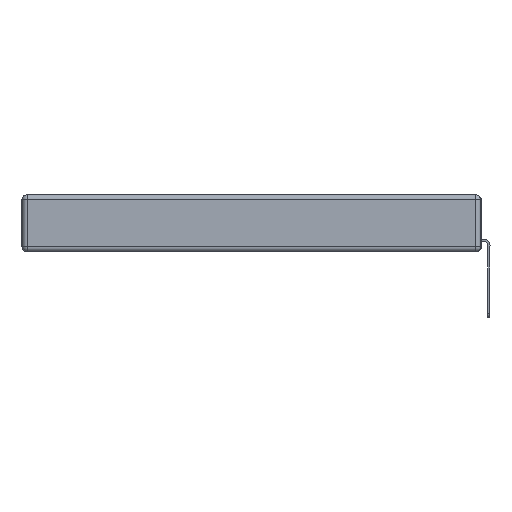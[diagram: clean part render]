
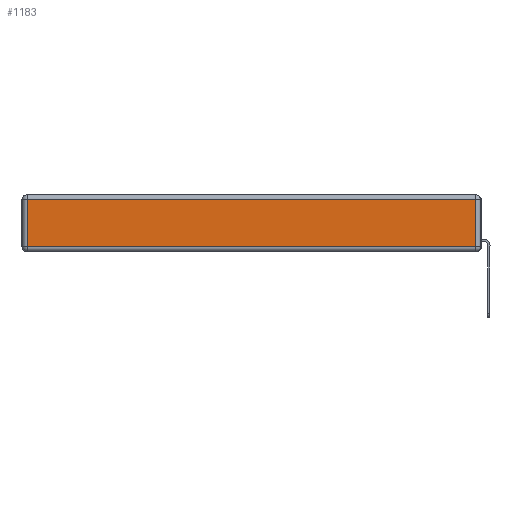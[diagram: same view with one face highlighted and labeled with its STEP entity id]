
A CAD part, left-side view. The second image highlights one B-rep face of the part: STEP entity #1183.
In plain terms, the highlighted planar face has unit normal (-1, 0, 0).
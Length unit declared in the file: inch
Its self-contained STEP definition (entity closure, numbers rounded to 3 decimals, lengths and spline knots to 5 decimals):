
#1183 = ADVANCED_FACE ( 'NONE', ( #19045 ), #21230, .T. ) ;
#3739 = LINE ( 'NONE', #22405, #8998 ) ;
#4485 = VECTOR ( 'NONE', #25551, 39.37008 ) ;
#4880 = ORIENTED_EDGE ( 'NONE', *, *, #17329, .T. ) ;
#5132 = ORIENTED_EDGE ( 'NONE', *, *, #22940, .T. ) ;
#5720 = LINE ( 'NONE', #21377, #4485 ) ;
#6291 = VERTEX_POINT ( 'NONE', #23138 ) ;
#8371 = AXIS2_PLACEMENT_3D ( 'NONE', #15203, #9129, #24978 ) ;
#8998 = VECTOR ( 'NONE', #21957, 39.37008 ) ;
#9129 = DIRECTION ( 'NONE',  ( -1., 0., 0. ) ) ;
#11036 = LINE ( 'NONE', #11699, #23166 ) ;
#11343 = DIRECTION ( 'NONE',  ( 0., 1., 0. ) ) ;
#11699 = CARTESIAN_POINT ( 'NONE',  ( 0., 2.75, -0.03 ) ) ;
#12028 = VERTEX_POINT ( 'NONE', #24413 ) ;
#13063 = EDGE_CURVE ( 'NONE', #6291, #12028, #11036, .T. ) ;
#14302 = ORIENTED_EDGE ( 'NONE', *, *, #18928, .T. ) ;
#15203 = CARTESIAN_POINT ( 'NONE',  ( 0., 0., -0.343 ) ) ;
#15419 = EDGE_LOOP ( 'NONE', ( #4880, #14302, #21800, #5132 ) ) ;
#16248 = VERTEX_POINT ( 'NONE', #23795 ) ;
#17329 = EDGE_CURVE ( 'NONE', #16248, #24719, #3739, .T. ) ;
#17621 = CARTESIAN_POINT ( 'NONE',  ( 0., 0.03, -0.343 ) ) ;
#18928 = EDGE_CURVE ( 'NONE', #24719, #6291, #24263, .T. ) ;
#19045 = FACE_OUTER_BOUND ( 'NONE', #15419, .T. ) ;
#19745 = DIRECTION ( 'NONE',  ( 0., 0., 1. ) ) ;
#20826 = VECTOR ( 'NONE', #19745, 39.37008 ) ;
#21230 = PLANE ( 'NONE',  #8371 ) ;
#21377 = CARTESIAN_POINT ( 'NONE',  ( 0., 2.72, -0.343 ) ) ;
#21642 = CARTESIAN_POINT ( 'NONE',  ( 0., 0.03, -0.313 ) ) ;
#21800 = ORIENTED_EDGE ( 'NONE', *, *, #13063, .T. ) ;
#21957 = DIRECTION ( 'NONE',  ( 0., -1., 0. ) ) ;
#22405 = CARTESIAN_POINT ( 'NONE',  ( 0., 0., -0.313 ) ) ;
#22940 = EDGE_CURVE ( 'NONE', #12028, #16248, #5720, .T. ) ;
#23138 = CARTESIAN_POINT ( 'NONE',  ( 0., 0.03, -0.03 ) ) ;
#23166 = VECTOR ( 'NONE', #11343, 39.37008 ) ;
#23795 = CARTESIAN_POINT ( 'NONE',  ( 0., 2.72, -0.313 ) ) ;
#24263 = LINE ( 'NONE', #17621, #20826 ) ;
#24413 = CARTESIAN_POINT ( 'NONE',  ( 0., 2.72, -0.03 ) ) ;
#24719 = VERTEX_POINT ( 'NONE', #21642 ) ;
#24978 = DIRECTION ( 'NONE',  ( 0., 0., 1. ) ) ;
#25551 = DIRECTION ( 'NONE',  ( 0., 0., -1. ) ) ;
